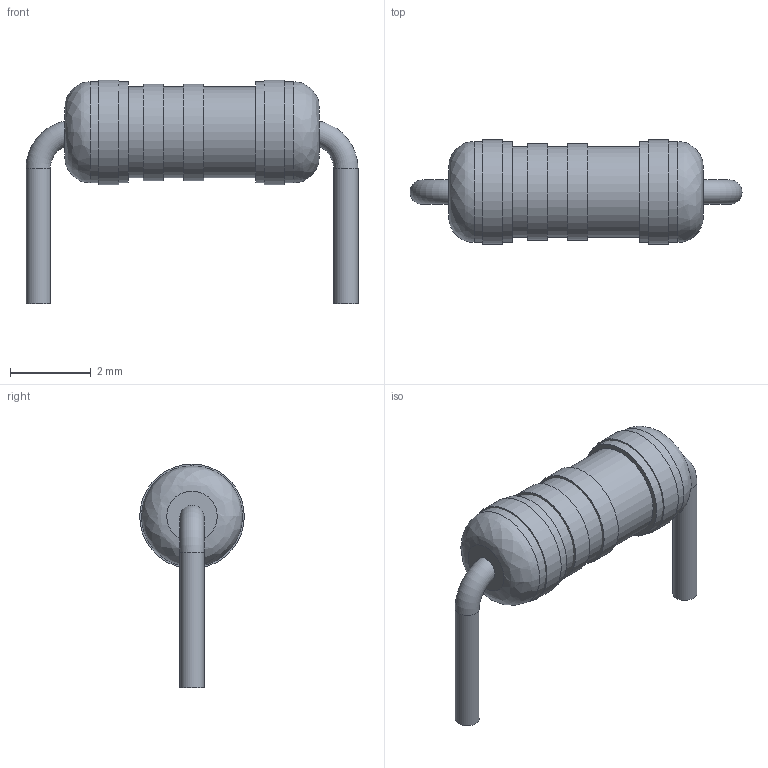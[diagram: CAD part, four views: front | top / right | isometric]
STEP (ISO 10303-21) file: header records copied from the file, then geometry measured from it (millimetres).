
FILE_DESCRIPTION(/* description */ ('model of R_Axial_DIN0207_L6.3mm_D2.5mm_P7.62mm_Horizontal'),/* implementation_level */ '2;1');
FILE_NAME(/* name */ 'R_Axial_DIN0207_L6.3mm_D2.5mm_P7.step',/* time_stamp */ '2025-07-06T10:39:01+02:00',/* author */ (''),/* organization */ (''),/* preprocessor_version */ 'ST-DEVELOPER v20.1',/* originating_system */ 'Autodesk Translation Framework v14.10.0.0',/* authorisation */ '');
FILE_SCHEMA (('AUTOMOTIVE_DESIGN { 1 0 10303 214 3 1 1 }'));
Length unit declared in the file: millimetre
Products named in the file (1): R_Axial_DIN0207_L63mm_D25mm_P762mm_Horizontal
Bounding box: 8.22 x 2.59 x 5.54 mm (x, y, z)
Volume: 39.1 mm3; surface area: 125.8 mm2
Topology: 5 solids, 5 shells, 27 faces, 37 edges, 24 vertices
Faces by surface type: plane 14, cylinder 9, bspline 2, torus 2
Full cylindrical faces by diameter (mm): 0.6 x2, 2.25 x1, 2.389 x2, 2.5 x2, 2.589 x2
Entity records: 1032 total; most frequent: CARTESIAN_POINT 473, DIRECTION 113, ORIENTED_EDGE 74, AXIS2_PLACEMENT_3D 52, EDGE_CURVE 37, EDGE_LOOP 31, FACE_OUTER_BOUND 27, ADVANCED_FACE 27
